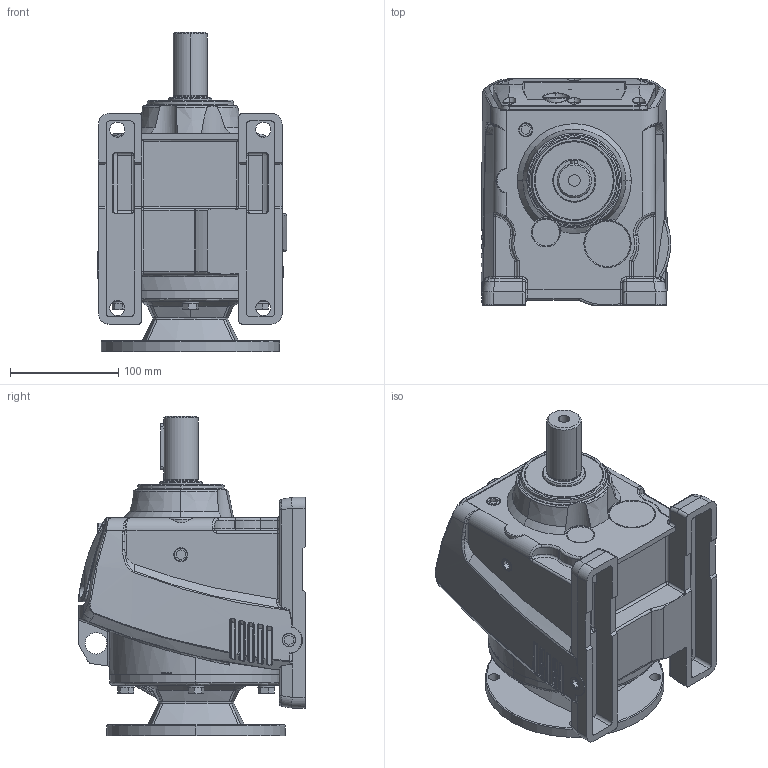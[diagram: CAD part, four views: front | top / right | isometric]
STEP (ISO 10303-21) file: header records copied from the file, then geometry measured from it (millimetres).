
FILE_DESCRIPTION (( 'STEP AP203' ), '1' );
FILE_NAME ('HGR-47-040-A.STEP', '2016-02-03T18:01:32', ( '' ), ( '' ), 'SwSTEP 2.0', 'SolidWorks 2015', '' );
FILE_SCHEMA (( 'CONFIG_CONTROL_DESIGN' ));
Products named in the file (1): HGR-47-040-A
Bounding box: 175.26 x 209.63 x 295.44 mm (x, y, z)
Volume: 4482589 mm3; surface area: 424820.8 mm2
Topology: 25 solids, 26 shells, 1163 faces, 2890 edges, 1793 vertices
Faces by surface type: bspline 406, plane 349, cylinder 324, cone 84
Entity records: 56817 total; most frequent: CARTESIAN_POINT 32246, ORIENTED_EDGE 5720, DIRECTION 4162, EDGE_CURVE 2860, VERTEX_POINT 1793, AXIS2_PLACEMENT_3D 1549, EDGE_LOOP 1249, FACE_OUTER_BOUND 1163
